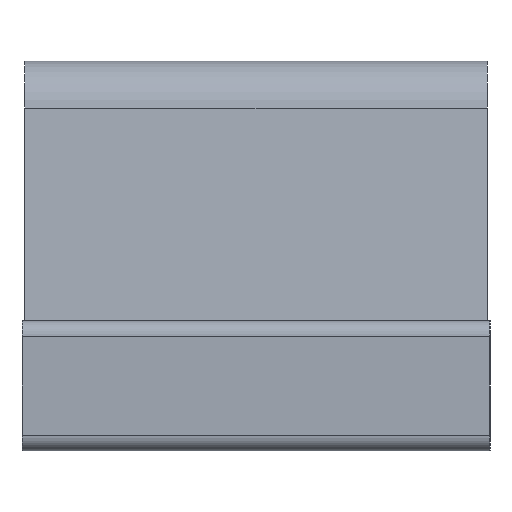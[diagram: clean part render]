
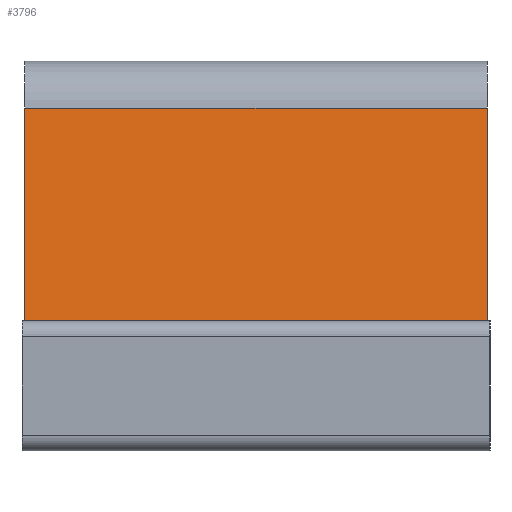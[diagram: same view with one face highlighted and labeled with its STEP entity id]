
A CAD part, left-side view. The second image highlights one B-rep face of the part: STEP entity #3796.
In plain terms, the highlighted planar face has unit normal (-0.995, 0, 0.096).
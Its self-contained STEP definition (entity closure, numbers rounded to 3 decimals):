
#1676 = PLANE('',#1677);
#1677 = AXIS2_PLACEMENT_3D('',#1678,#1679,#1680);
#1678 = CARTESIAN_POINT('',(-0.82,-0.45,0.25));
#1679 = DIRECTION('',(0.,0.,1.));
#1680 = DIRECTION('',(1.,0.,0.));
#2684 = VERTEX_POINT('',#2685);
#2685 = CARTESIAN_POINT('',(-0.598,-0.445,0.25));
#2699 = PLANE('',#2700);
#2700 = AXIS2_PLACEMENT_3D('',#2701,#2702,#2703);
#2701 = CARTESIAN_POINT('',(-0.8,-0.445,0.));
#2702 = DIRECTION('',(0.,1.,0.));
#2703 = DIRECTION('',(1.,0.,0.));
#2711 = EDGE_CURVE('',#2712,#2684,#2714,.T.);
#2712 = VERTEX_POINT('',#2713);
#2713 = CARTESIAN_POINT('',(-0.598,0.445,0.25));
#2714 = SURFACE_CURVE('',#2715,(#2719,#2726),.PCURVE_S1.);
#2715 = LINE('',#2716,#2717);
#2716 = CARTESIAN_POINT('',(-0.598,-0.448,0.25));
#2717 = VECTOR('',#2718,1.);
#2718 = DIRECTION('',(0.,-1.,0.));
#2719 = PCURVE('',#1676,#2720);
#2720 = DEFINITIONAL_REPRESENTATION('',(#2721),#2725);
#2721 = LINE('',#2722,#2723);
#2722 = CARTESIAN_POINT('',(0.222,0.003));
#2723 = VECTOR('',#2724,1.);
#2724 = DIRECTION('',(0.,-1.));
#2725 = ( GEOMETRIC_REPRESENTATION_CONTEXT(2) 
PARAMETRIC_REPRESENTATION_CONTEXT() REPRESENTATION_CONTEXT('2D SPACE',''
  ) );
#2726 = PCURVE('',#2727,#2732);
#2727 = PLANE('',#2728);
#2728 = AXIS2_PLACEMENT_3D('',#2729,#2730,#2731);
#2729 = CARTESIAN_POINT('',(-0.6,-0.445,0.231));
#2730 = DIRECTION('',(-0.995,0.,0.096));
#2731 = DIRECTION('',(0.096,0.,0.995));
#2732 = DEFINITIONAL_REPRESENTATION('',(#2733),#2737);
#2733 = LINE('',#2734,#2735);
#2734 = CARTESIAN_POINT('',(0.019,-0.003));
#2735 = VECTOR('',#2736,1.);
#2736 = DIRECTION('',(0.,-1.));
#2737 = ( GEOMETRIC_REPRESENTATION_CONTEXT(2) 
PARAMETRIC_REPRESENTATION_CONTEXT() REPRESENTATION_CONTEXT('2D SPACE',''
  ) );
#2755 = PLANE('',#2756);
#2756 = AXIS2_PLACEMENT_3D('',#2757,#2758,#2759);
#2757 = CARTESIAN_POINT('',(-0.8,0.445,0.));
#2758 = DIRECTION('',(0.,1.,0.));
#2759 = DIRECTION('',(1.,0.,0.));
#3747 = EDGE_CURVE('',#2712,#3748,#3750,.T.);
#3748 = VERTEX_POINT('',#3749);
#3749 = CARTESIAN_POINT('',(-0.559,0.445,0.66));
#3750 = SURFACE_CURVE('',#3751,(#3755,#3762),.PCURVE_S1.);
#3751 = LINE('',#3752,#3753);
#3752 = CARTESIAN_POINT('',(-0.6,0.445,0.231));
#3753 = VECTOR('',#3754,1.);
#3754 = DIRECTION('',(0.096,0.,0.995));
#3755 = PCURVE('',#2755,#3756);
#3756 = DEFINITIONAL_REPRESENTATION('',(#3757),#3761);
#3757 = LINE('',#3758,#3759);
#3758 = CARTESIAN_POINT('',(0.2,-0.231));
#3759 = VECTOR('',#3760,1.);
#3760 = DIRECTION('',(0.096,-0.995));
#3761 = ( GEOMETRIC_REPRESENTATION_CONTEXT(2) 
PARAMETRIC_REPRESENTATION_CONTEXT() REPRESENTATION_CONTEXT('2D SPACE',''
  ) );
#3762 = PCURVE('',#2727,#3763);
#3763 = DEFINITIONAL_REPRESENTATION('',(#3764),#3768);
#3764 = LINE('',#3765,#3766);
#3765 = CARTESIAN_POINT('',(0.,0.89));
#3766 = VECTOR('',#3767,1.);
#3767 = DIRECTION('',(1.,0.));
#3768 = ( GEOMETRIC_REPRESENTATION_CONTEXT(2) 
PARAMETRIC_REPRESENTATION_CONTEXT() REPRESENTATION_CONTEXT('2D SPACE',''
  ) );
#3785 = CYLINDRICAL_SURFACE('',#3786,0.1);
#3786 = AXIS2_PLACEMENT_3D('',#3787,#3788,#3789);
#3787 = CARTESIAN_POINT('',(-0.459,-0.445,0.65));
#3788 = DIRECTION('',(0.,1.,0.));
#3789 = DIRECTION('',(-0.995,0.,0.096));
#3796 = ADVANCED_FACE('',(#3797),#2727,.T.);
#3797 = FACE_BOUND('',#3798,.T.);
#3798 = EDGE_LOOP('',(#3799,#3800,#3823,#3844));
#3799 = ORIENTED_EDGE('',*,*,#2711,.T.);
#3800 = ORIENTED_EDGE('',*,*,#3801,.T.);
#3801 = EDGE_CURVE('',#2684,#3802,#3804,.T.);
#3802 = VERTEX_POINT('',#3803);
#3803 = CARTESIAN_POINT('',(-0.559,-0.445,0.66));
#3804 = SURFACE_CURVE('',#3805,(#3809,#3816),.PCURVE_S1.);
#3805 = LINE('',#3806,#3807);
#3806 = CARTESIAN_POINT('',(-0.6,-0.445,0.231));
#3807 = VECTOR('',#3808,1.);
#3808 = DIRECTION('',(0.096,0.,0.995));
#3809 = PCURVE('',#2727,#3810);
#3810 = DEFINITIONAL_REPRESENTATION('',(#3811),#3815);
#3811 = LINE('',#3812,#3813);
#3812 = CARTESIAN_POINT('',(0.,0.));
#3813 = VECTOR('',#3814,1.);
#3814 = DIRECTION('',(1.,0.));
#3815 = ( GEOMETRIC_REPRESENTATION_CONTEXT(2) 
PARAMETRIC_REPRESENTATION_CONTEXT() REPRESENTATION_CONTEXT('2D SPACE',''
  ) );
#3816 = PCURVE('',#2699,#3817);
#3817 = DEFINITIONAL_REPRESENTATION('',(#3818),#3822);
#3818 = LINE('',#3819,#3820);
#3819 = CARTESIAN_POINT('',(0.2,-0.231));
#3820 = VECTOR('',#3821,1.);
#3821 = DIRECTION('',(0.096,-0.995));
#3822 = ( GEOMETRIC_REPRESENTATION_CONTEXT(2) 
PARAMETRIC_REPRESENTATION_CONTEXT() REPRESENTATION_CONTEXT('2D SPACE',''
  ) );
#3823 = ORIENTED_EDGE('',*,*,#3824,.T.);
#3824 = EDGE_CURVE('',#3802,#3748,#3825,.T.);
#3825 = SURFACE_CURVE('',#3826,(#3830,#3837),.PCURVE_S1.);
#3826 = LINE('',#3827,#3828);
#3827 = CARTESIAN_POINT('',(-0.559,-0.445,0.66));
#3828 = VECTOR('',#3829,1.);
#3829 = DIRECTION('',(0.,1.,0.));
#3830 = PCURVE('',#2727,#3831);
#3831 = DEFINITIONAL_REPRESENTATION('',(#3832),#3836);
#3832 = LINE('',#3833,#3834);
#3833 = CARTESIAN_POINT('',(0.431,0.));
#3834 = VECTOR('',#3835,1.);
#3835 = DIRECTION('',(0.,1.));
#3836 = ( GEOMETRIC_REPRESENTATION_CONTEXT(2) 
PARAMETRIC_REPRESENTATION_CONTEXT() REPRESENTATION_CONTEXT('2D SPACE',''
  ) );
#3837 = PCURVE('',#3785,#3838);
#3838 = DEFINITIONAL_REPRESENTATION('',(#3839),#3843);
#3839 = LINE('',#3840,#3841);
#3840 = CARTESIAN_POINT('',(0.,0.));
#3841 = VECTOR('',#3842,1.);
#3842 = DIRECTION('',(0.,1.));
#3843 = ( GEOMETRIC_REPRESENTATION_CONTEXT(2) 
PARAMETRIC_REPRESENTATION_CONTEXT() REPRESENTATION_CONTEXT('2D SPACE',''
  ) );
#3844 = ORIENTED_EDGE('',*,*,#3747,.F.);
